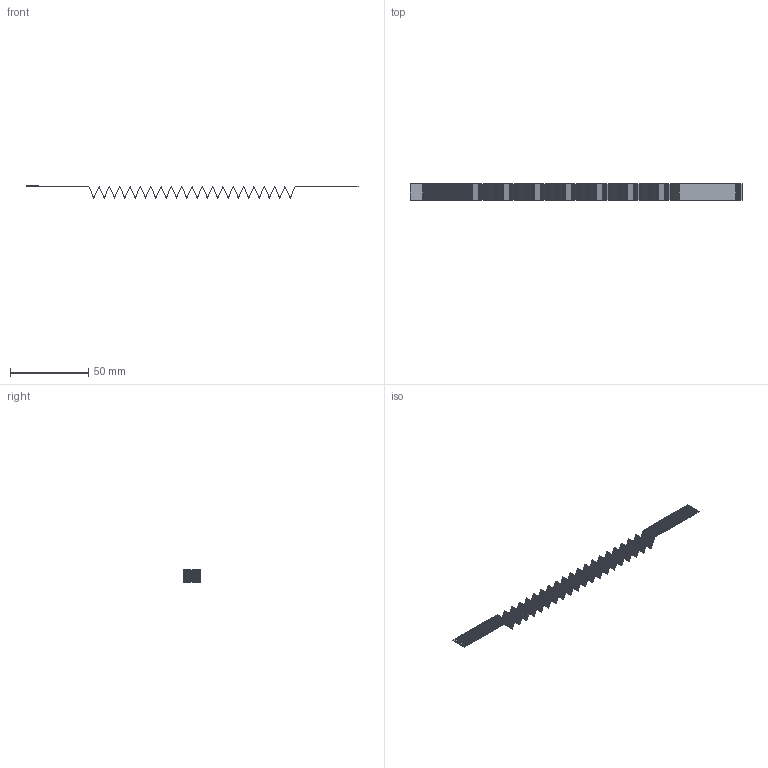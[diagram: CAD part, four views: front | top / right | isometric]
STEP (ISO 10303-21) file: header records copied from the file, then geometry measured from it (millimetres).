
FILE_DESCRIPTION(/* description */ ('Unknown'),/* implementation_level */ '2;1');
FILE_NAME(/* name */ '687720141002',/* time_stamp */ '2020-12-11T15:41:41+01:00',/* author */ ('Unknown'),/* organization */ ('Unknown'),/* preprocessor_version */ 'ST-DEVELOPER v16.7',/* originating_system */ 'DEX',/* authorisation */ $);
FILE_SCHEMA (('AUTOMOTIVE_DESIGN {1 0 10303 214 3 1 1}'));
Products named in the file (2): 6877xx141002; 687720141002
Assembly tree (1 placements, depth 2):
  6877xx141002
    687720141002
Bounding box: 212.08 x 10.5 x 7.84 mm (x, y, z)
Volume: 377.1 mm3; surface area: 13663.2 mm2
Topology: 1 solids, 21 shells, 2024 faces, 5858 edges, 3876 vertices
Faces by surface type: plane 2024
Entity records: 80119 total; most frequent: CARTESIAN_POINT 14166, ORIENTED_EDGE 11716, DIRECTION 9108, EDGE_CURVE 5858, LINE 5056, VECTOR 5056, VERTEX_POINT 3876, AXIS2_PLACEMENT_3D 2026
